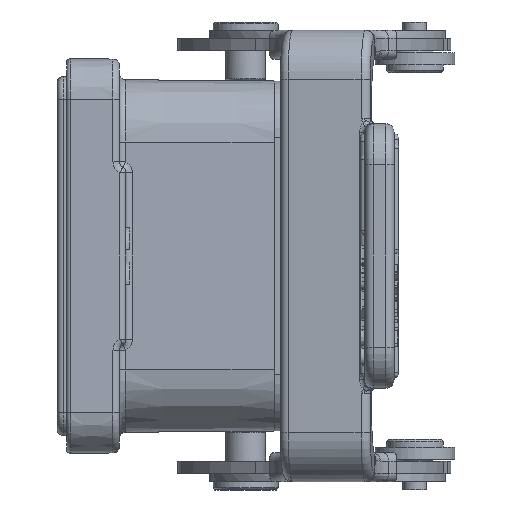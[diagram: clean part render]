
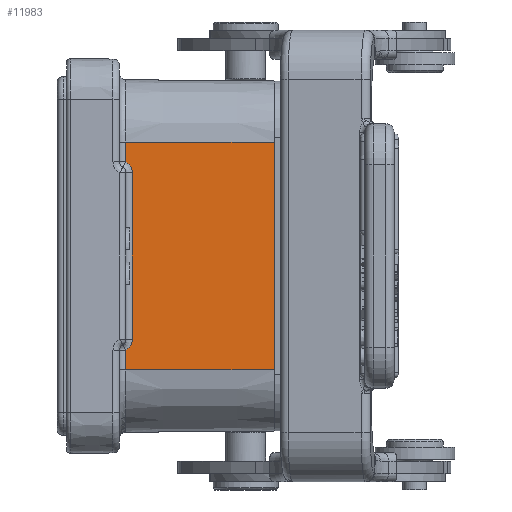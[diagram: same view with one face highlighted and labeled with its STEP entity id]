
A CAD part, left-side view. The second image highlights one B-rep face of the part: STEP entity #11983.
In plain terms, the highlighted planar face has unit normal (-1, -0.009, 0).
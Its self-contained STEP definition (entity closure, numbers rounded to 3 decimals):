
#7152=ELLIPSE('',#41579,1.6,1.6);
#7161=ELLIPSE('',#41685,1.6,1.6);
#10136=FACE_OUTER_BOUND('',#15451,.T.);
#11983=ADVANCED_FACE('',(#10136),#13157,.T.);
#13157=PLANE('',#41690);
#15451=EDGE_LOOP('',(#23968,#23969,#23970,#23971,#23972,#23973,#23974,#23975));
#23968=ORIENTED_EDGE('',*,*,#32977,.T.);
#23969=ORIENTED_EDGE('',*,*,#32964,.T.);
#23970=ORIENTED_EDGE('',*,*,#32959,.T.);
#23971=ORIENTED_EDGE('',*,*,#32956,.T.);
#23972=ORIENTED_EDGE('',*,*,#33068,.T.);
#23973=ORIENTED_EDGE('',*,*,#33072,.T.);
#23974=ORIENTED_EDGE('',*,*,#33073,.T.);
#23975=ORIENTED_EDGE('',*,*,#33074,.F.);
#28843=VERTEX_POINT('',#63831);
#28844=VERTEX_POINT('',#63833);
#28845=VERTEX_POINT('',#63837);
#28848=VERTEX_POINT('',#63862);
#28854=VERTEX_POINT('',#63885);
#28899=VERTEX_POINT('',#64107);
#28901=VERTEX_POINT('',#64126);
#28902=VERTEX_POINT('',#64130);
#32956=EDGE_CURVE('',#28843,#28844,#36227,.T.);
#32959=EDGE_CURVE('',#28845,#28843,#7152,.T.);
#32964=EDGE_CURVE('',#28848,#28845,#36230,.T.);
#32977=EDGE_CURVE('',#28854,#28848,#36237,.T.);
#33068=EDGE_CURVE('',#28844,#28899,#7161,.T.);
#33072=EDGE_CURVE('',#28899,#28901,#36278,.T.);
#33073=EDGE_CURVE('',#28901,#28902,#36279,.T.);
#33074=EDGE_CURVE('',#28854,#28902,#36280,.T.);
#36227=LINE('',#63834,#38818);
#36230=LINE('',#63861,#38821);
#36237=LINE('',#63891,#38828);
#36278=LINE('',#64127,#38869);
#36279=LINE('',#64129,#38870);
#36280=LINE('',#64131,#38871);
#38818=VECTOR('',#49132,1.);
#38821=VECTOR('',#49153,1.);
#38828=VECTOR('',#49178,1.);
#38869=VECTOR('',#49409,1.);
#38870=VECTOR('',#49412,1.);
#38871=VECTOR('',#49413,1.);
#41579=AXIS2_PLACEMENT_3D('',#63840,#49139,#49140);
#41685=AXIS2_PLACEMENT_3D('',#64108,#49400,#49401);
#41690=AXIS2_PLACEMENT_3D('',#64132,#49414,#49415);
#49132=DIRECTION('',(0.,0.,-1.));
#49139=DIRECTION('',(1.,0.009,0.));
#49140=DIRECTION('',(-0.009,1.,0.));
#49153=DIRECTION('',(0.,0.,-1.));
#49178=DIRECTION('',(-0.009,1.,0.));
#49400=DIRECTION('',(1.,0.009,0.));
#49401=DIRECTION('',(0.009,-1.,0.));
#49409=DIRECTION('',(0.,0.,-1.));
#49412=DIRECTION('',(0.009,-1.,0.));
#49413=DIRECTION('',(0.,0.,-1.));
#49414=DIRECTION('',(-1.,-0.009,0.));
#49415=DIRECTION('',(0.,0.,-1.));
#63831=CARTESIAN_POINT('',(-36.652,17.407,10.2));
#63833=CARTESIAN_POINT('',(-36.652,17.407,-10.2));
#63834=CARTESIAN_POINT('',(-36.652,17.407,0.));
#63837=CARTESIAN_POINT('',(-36.659,18.207,11.586));
#63840=CARTESIAN_POINT('',(-36.666,19.007,10.2));
#63861=CARTESIAN_POINT('',(-36.659,18.207,-23.853));
#63862=CARTESIAN_POINT('',(-36.659,18.207,14.));
#63885=CARTESIAN_POINT('',(-36.5,0.,14.));
#63891=CARTESIAN_POINT('',(-36.579,9.037,14.));
#64107=CARTESIAN_POINT('',(-36.659,18.207,-11.586));
#64108=CARTESIAN_POINT('',(-36.666,19.007,-10.2));
#64126=CARTESIAN_POINT('',(-36.659,18.207,-14.));
#64127=CARTESIAN_POINT('',(-36.659,18.207,-23.853));
#64129=CARTESIAN_POINT('',(-36.579,9.037,-14.));
#64130=CARTESIAN_POINT('',(-36.5,0.,-14.));
#64131=CARTESIAN_POINT('',(-36.5,0.,14.));
#64132=CARTESIAN_POINT('',(-36.5,0.,-23.853));
